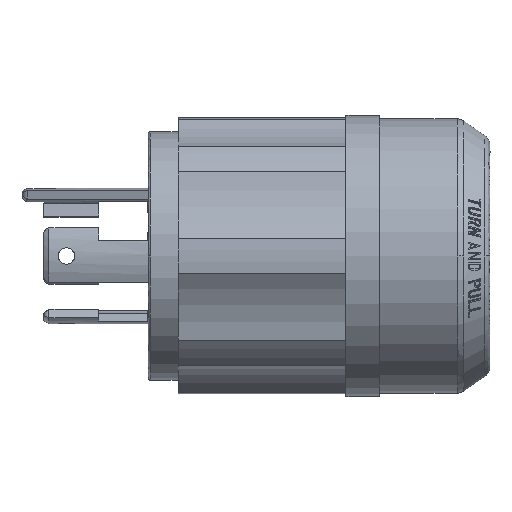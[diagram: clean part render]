
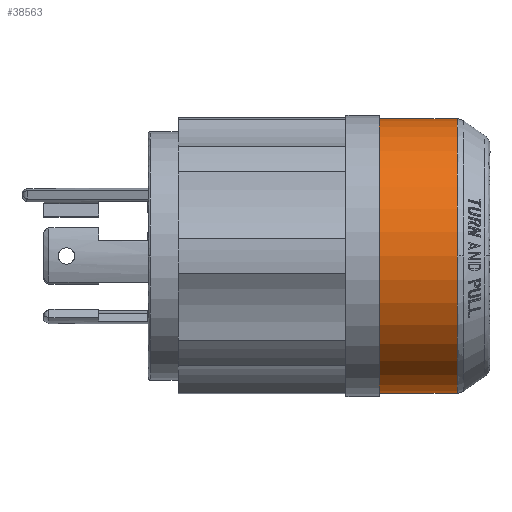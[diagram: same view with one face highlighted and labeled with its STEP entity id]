
A CAD part, front view. The second image highlights one B-rep face of the part: STEP entity #38563.
In plain terms, the highlighted cylindrical face has radius 27.584 mm (diameter 55.169 mm), a partial arc.
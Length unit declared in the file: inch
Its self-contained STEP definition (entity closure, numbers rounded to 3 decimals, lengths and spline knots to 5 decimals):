
#673 = CARTESIAN_POINT ( 'NONE',  ( 3.75768, 0., 0. ) ) ;
#684 = ORIENTED_EDGE ( 'NONE', *, *, #48796, .F. ) ;
#746 = VERTEX_POINT ( 'NONE', #25954 ) ;
#1082 = DIRECTION ( 'NONE',  ( 0., 0., 1. ) ) ;
#3306 = LINE ( 'NONE', #25588, #38392 ) ;
#3412 = VERTEX_POINT ( 'NONE', #20391 ) ;
#3499 = DIRECTION ( 'NONE',  ( 0., 0., 1. ) ) ;
#3656 = EDGE_CURVE ( 'NONE', #746, #3412, #15036, .T. ) ;
#4458 = VERTEX_POINT ( 'NONE', #17875 ) ;
#4650 = DIRECTION ( 'NONE',  ( -1., 0., 0. ) ) ;
#4817 = CARTESIAN_POINT ( 'NONE',  ( 3.142, 0., 0. ) ) ;
#6762 = DIRECTION ( 'NONE',  ( -1., 0., 0. ) ) ;
#8534 = FACE_OUTER_BOUND ( 'NONE', #32865, .T. ) ;
#10919 = VECTOR ( 'NONE', #35774, 39.37008 ) ;
#12921 = CARTESIAN_POINT ( 'NONE',  ( 3.142, 0., -1.086 ) ) ;
#12998 = CIRCLE ( 'NONE', #16195, 1.086 ) ;
#15036 = CIRCLE ( 'NONE', #46793, 1.086 ) ;
#15374 = DIRECTION ( 'NONE',  ( 1., 0., 0. ) ) ;
#16195 = AXIS2_PLACEMENT_3D ( 'NONE', #35147, #16985, #28151 ) ;
#16985 = DIRECTION ( 'NONE',  ( -1., 0., 0. ) ) ;
#17048 = VERTEX_POINT ( 'NONE', #20838 ) ;
#17875 = CARTESIAN_POINT ( 'NONE',  ( 3.75768, 0., -1.086 ) ) ;
#18782 = DIRECTION ( 'NONE',  ( 0., 0., 1. ) ) ;
#20391 = CARTESIAN_POINT ( 'NONE',  ( 3.142, 0., -1.086 ) ) ;
#20838 = CARTESIAN_POINT ( 'NONE',  ( 3.75768, -1.086, 0. ) ) ;
#23643 = CYLINDRICAL_SURFACE ( 'NONE', #35970, 1.086 ) ;
#25588 = CARTESIAN_POINT ( 'NONE',  ( 3.142, 0., 1.086 ) ) ;
#25954 = CARTESIAN_POINT ( 'NONE',  ( 3.142, 0., 1.086 ) ) ;
#27257 = CARTESIAN_POINT ( 'NONE',  ( 3.142, 0., 0. ) ) ;
#28151 = DIRECTION ( 'NONE',  ( 0., 0., 1. ) ) ;
#28891 = CARTESIAN_POINT ( 'NONE',  ( 3.75768, 0., 1.086 ) ) ;
#28908 = EDGE_CURVE ( 'NONE', #17048, #40706, #42475, .T. ) ;
#30046 = ORIENTED_EDGE ( 'NONE', *, *, #28908, .T. ) ;
#31293 = ORIENTED_EDGE ( 'NONE', *, *, #39643, .T. ) ;
#32865 = EDGE_LOOP ( 'NONE', ( #684, #39006, #30046, #31293, #33689 ) ) ;
#33689 = ORIENTED_EDGE ( 'NONE', *, *, #3656, .T. ) ;
#35078 = DIRECTION ( 'NONE',  ( -1., 0., 0. ) ) ;
#35147 = CARTESIAN_POINT ( 'NONE',  ( 3.75768, 0., 0. ) ) ;
#35774 = DIRECTION ( 'NONE',  ( -1., 0., 0. ) ) ;
#35970 = AXIS2_PLACEMENT_3D ( 'NONE', #4817, #35078, #1082 ) ;
#38392 = VECTOR ( 'NONE', #6762, 39.37008 ) ;
#38563 = ADVANCED_FACE ( 'NONE', ( #8534 ), #23643, .T. ) ;
#39006 = ORIENTED_EDGE ( 'NONE', *, *, #46621, .T. ) ;
#39643 = EDGE_CURVE ( 'NONE', #40706, #746, #3306, .T. ) ;
#40706 = VERTEX_POINT ( 'NONE', #28891 ) ;
#42475 = CIRCLE ( 'NONE', #45688, 1.086 ) ;
#45688 = AXIS2_PLACEMENT_3D ( 'NONE', #673, #4650, #18782 ) ;
#46621 = EDGE_CURVE ( 'NONE', #4458, #17048, #12998, .T. ) ;
#46793 = AXIS2_PLACEMENT_3D ( 'NONE', #27257, #15374, #3499 ) ;
#47222 = LINE ( 'NONE', #12921, #10919 ) ;
#48796 = EDGE_CURVE ( 'NONE', #4458, #3412, #47222, .T. ) ;
